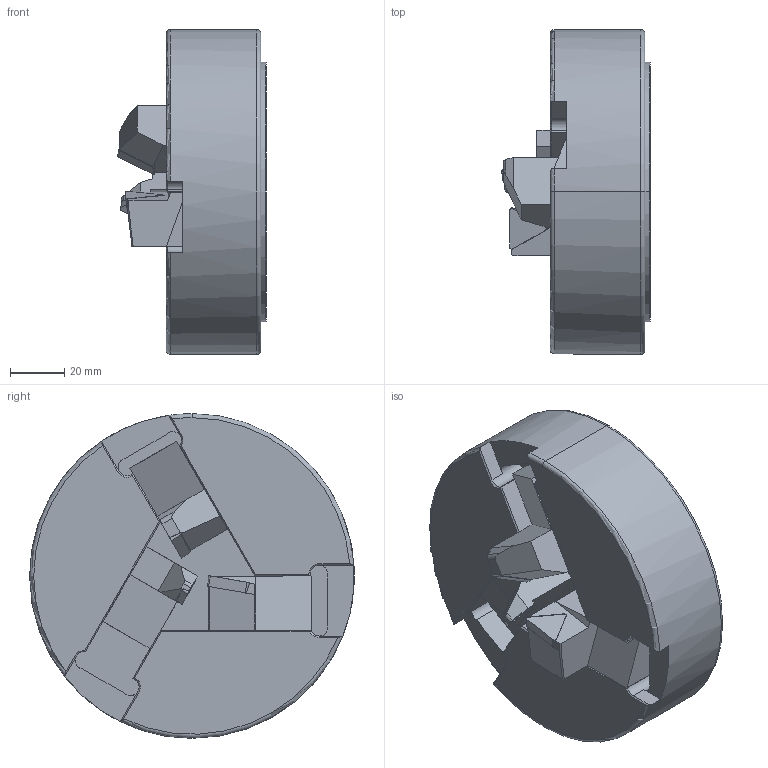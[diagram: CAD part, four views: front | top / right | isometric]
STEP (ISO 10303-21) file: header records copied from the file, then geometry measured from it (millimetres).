
FILE_DESCRIPTION (( 'STEP AP214' ), '1' );
FILE_NAME ('ACPBT-6-LIGHT.STP', '2023-11-14T10:46:35', ( '' ), ( '' ), 'SwSTEP 2.0', 'SolidWorks 2018', '' );
FILE_SCHEMA (( 'AUTOMOTIVE_DESIGN' ));
Length unit declared in the file: millimetre
Products named in the file (1): ACPBT-6-LIGHT
Bounding box: 55 x 120 x 120 mm (x, y, z)
Volume: 392240.6 mm3; surface area: 48122.4 mm2
Topology: 4 solids, 4 shells, 156 faces, 410 edges, 263 vertices
Faces by surface type: plane 109, cone 21, cylinder 18, torus 8
Entity records: 6593 total; most frequent: CARTESIAN_POINT 946, ORIENTED_EDGE 820, DIRECTION 791, EDGE_CURVE 410, VECTOR 295, LINE 295, VERTEX_POINT 263, AXIS2_PLACEMENT_3D 248
